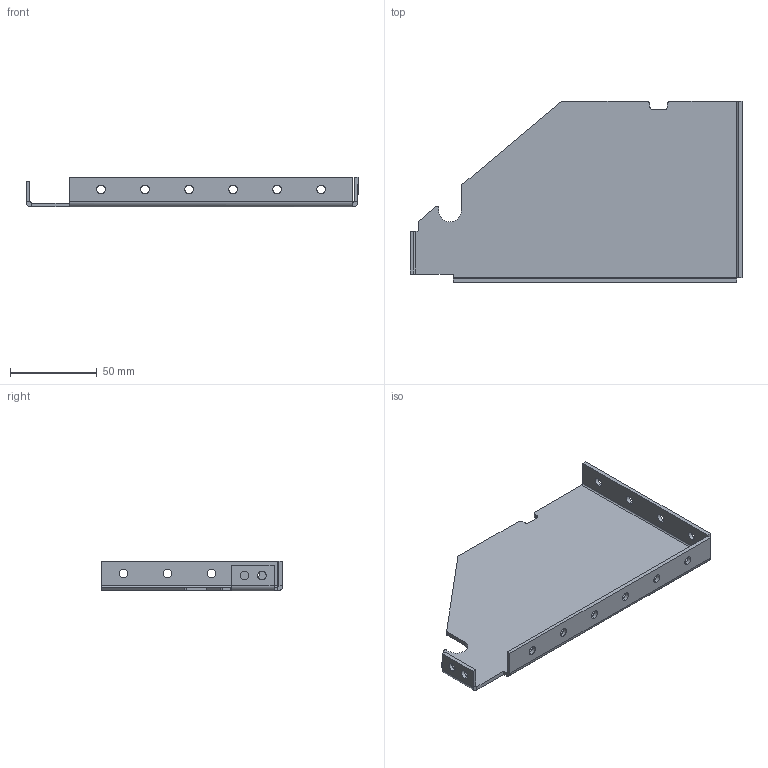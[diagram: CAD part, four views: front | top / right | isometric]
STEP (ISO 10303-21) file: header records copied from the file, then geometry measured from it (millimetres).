
FILE_DESCRIPTION (( 'STEP AP214' ), '1' );
FILE_NAME ('PenthouseInternalWall.STEP', '2024-12-29T23:23:39', ( '' ), ( '' ), 'SwSTEP 2.0', 'SolidWorks 2024', '' );
FILE_SCHEMA (( 'AUTOMOTIVE_DESIGN' ));
Length unit declared in the file: millimetre
Products named in the file (1): PenthouseInternalWall
Bounding box: 191.48 x 104.7 x 17.3 mm (x, y, z)
Volume: 46613.2 mm3; surface area: 42467.3 mm2
Topology: 1 solids, 1 shells, 75 faces, 195 edges, 122 vertices
Faces by surface type: cylinder 39, plane 34, bspline 2
Entity records: 2454 total; most frequent: CARTESIAN_POINT 499, DIRECTION 413, ORIENTED_EDGE 390, EDGE_CURVE 195, AXIS2_PLACEMENT_3D 148, VERTEX_POINT 122, VECTOR 117, LINE 117
